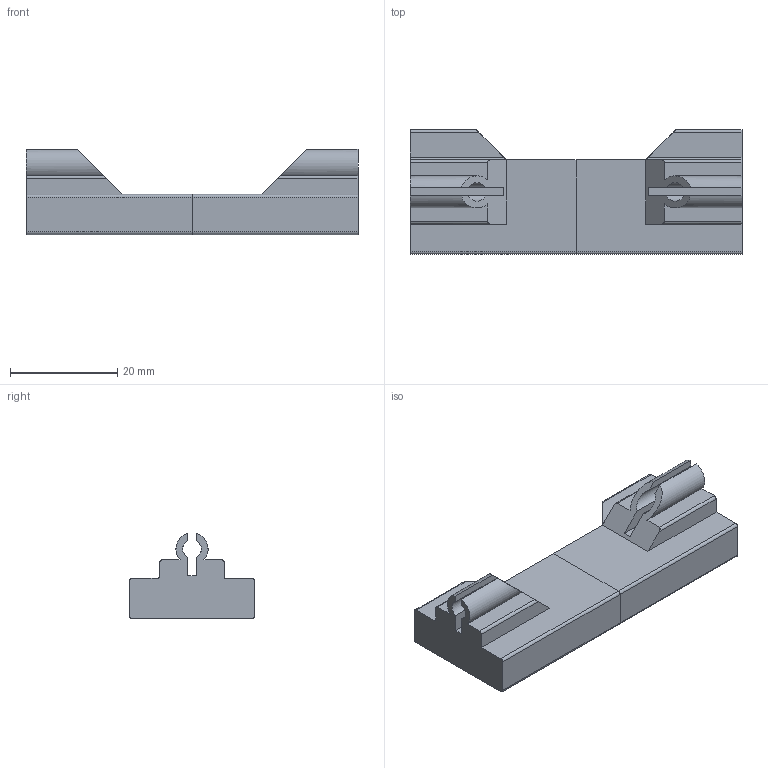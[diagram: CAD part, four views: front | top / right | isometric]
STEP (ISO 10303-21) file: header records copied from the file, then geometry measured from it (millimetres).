
FILE_DESCRIPTION(/* description */ (''),/* implementation_level */ '2;1');
FILE_NAME(/* name */ 'Reflectance array mount for XRP.step',/* time_stamp */ '2025-04-23T09:14:46-04:00',/* author */ (''),/* organization */ (''),/* preprocessor_version */ 'ST-DEVELOPER v20.1',/* originating_system */ 'Autodesk Translation Framework v14.4.0.0',/* authorisation */ '');
FILE_SCHEMA (('AUTOMOTIVE_DESIGN { 1 0 10303 214 3 1 1 }'));
Length unit declared in the file: millimetre
Products named in the file (1): Line follower mount2
Bounding box: 62 x 23.3 x 15.9 mm (x, y, z)
Volume: 4881.4 mm3; surface area: 5818.3 mm2
Topology: 2 solids, 2 shells, 100 faces, 286 edges, 190 vertices
Faces by surface type: plane 74, cylinder 26
Entity records: 3280 total; most frequent: CARTESIAN_POINT 577, ORIENTED_EDGE 572, DIRECTION 542, EDGE_CURVE 286, LINE 232, VECTOR 232, VERTEX_POINT 190, AXIS2_PLACEMENT_3D 155
